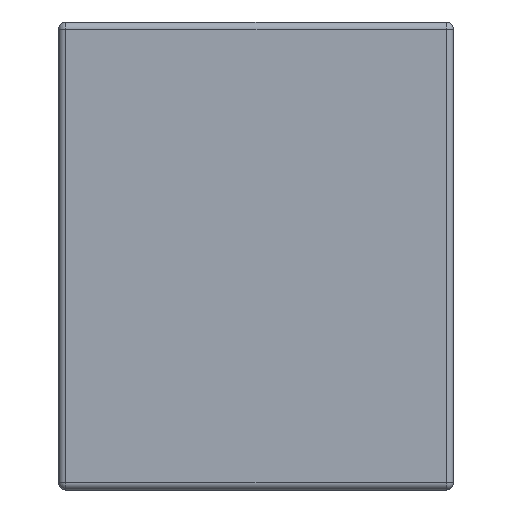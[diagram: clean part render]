
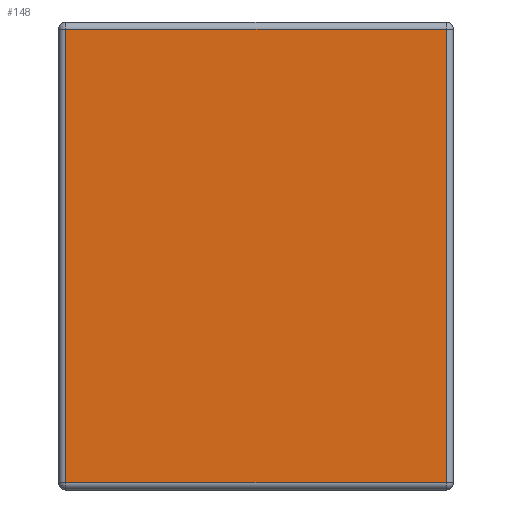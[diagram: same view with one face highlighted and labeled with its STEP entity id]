
A CAD part, left-side view. The second image highlights one B-rep face of the part: STEP entity #148.
In plain terms, the highlighted planar face has unit normal (-1, 0, 0).
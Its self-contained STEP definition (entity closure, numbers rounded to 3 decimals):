
#148 = ADVANCED_FACE ( 'NONE', ( #821 ), #805, .F. ) ;
#149 = EDGE_LOOP ( 'NONE', ( #199, #203, #206, #209 ) ) ;
#199 = ORIENTED_EDGE ( 'NONE', *, *, #200, .T. ) ;
#200 = EDGE_CURVE ( 'NONE', #201, #202, #987, .T. ) ;
#201 = VERTEX_POINT ( 'NONE', #983 ) ;
#202 = VERTEX_POINT ( 'NONE', #982 ) ;
#203 = ORIENTED_EDGE ( 'NONE', *, *, #204, .T. ) ;
#204 = EDGE_CURVE ( 'NONE', #202, #205, #981, .T. ) ;
#205 = VERTEX_POINT ( 'NONE', #977 ) ;
#206 = ORIENTED_EDGE ( 'NONE', *, *, #207, .T. ) ;
#207 = EDGE_CURVE ( 'NONE', #205, #208, #1031, .T. ) ;
#208 = VERTEX_POINT ( 'NONE', #1027 ) ;
#209 = ORIENTED_EDGE ( 'NONE', *, *, #210, .T. ) ;
#210 = EDGE_CURVE ( 'NONE', #208, #201, #1026, .T. ) ;
#805 = PLANE ( 'NONE',  #806 ) ;
#806 = AXIS2_PLACEMENT_3D ( 'NONE', #860, #859, #858 ) ;
#821 = FACE_OUTER_BOUND ( 'NONE', #149, .T. ) ;
#858 = DIRECTION ( 'NONE',  ( 0., 0., -1. ) ) ;
#859 = DIRECTION ( 'NONE',  ( 1., 0., 0. ) ) ;
#860 = CARTESIAN_POINT ( 'NONE',  ( -2.25, 2.7, 1.6 ) ) ;
#977 = CARTESIAN_POINT ( 'NONE',  ( -2.25, 2.65, -1.55 ) ) ;
#978 = DIRECTION ( 'NONE',  ( 0., 0., -1. ) ) ;
#979 = VECTOR ( 'NONE', #978, 1000. ) ;
#980 = CARTESIAN_POINT ( 'NONE',  ( -2.25, 2.65, 1.6 ) ) ;
#981 = LINE ( 'NONE', #980, #979 ) ;
#982 = CARTESIAN_POINT ( 'NONE',  ( -2.25, 2.65, 1.55 ) ) ;
#983 = CARTESIAN_POINT ( 'NONE',  ( -2.25, 0.05, 1.55 ) ) ;
#984 = DIRECTION ( 'NONE',  ( 0., 1., 0. ) ) ;
#985 = VECTOR ( 'NONE', #984, 1000. ) ;
#986 = CARTESIAN_POINT ( 'NONE',  ( -2.25, 2.7, 1.55 ) ) ;
#987 = LINE ( 'NONE', #986, #985 ) ;
#1023 = DIRECTION ( 'NONE',  ( 0., 0., 1. ) ) ;
#1024 = VECTOR ( 'NONE', #1023, 1000. ) ;
#1025 = CARTESIAN_POINT ( 'NONE',  ( -2.25, 0.05, 1.6 ) ) ;
#1026 = LINE ( 'NONE', #1025, #1024 ) ;
#1027 = CARTESIAN_POINT ( 'NONE',  ( -2.25, 0.05, -1.55 ) ) ;
#1028 = DIRECTION ( 'NONE',  ( 0., -1., 0. ) ) ;
#1029 = VECTOR ( 'NONE', #1028, 1000. ) ;
#1030 = CARTESIAN_POINT ( 'NONE',  ( -2.25, 2.7, -1.55 ) ) ;
#1031 = LINE ( 'NONE', #1030, #1029 ) ;
